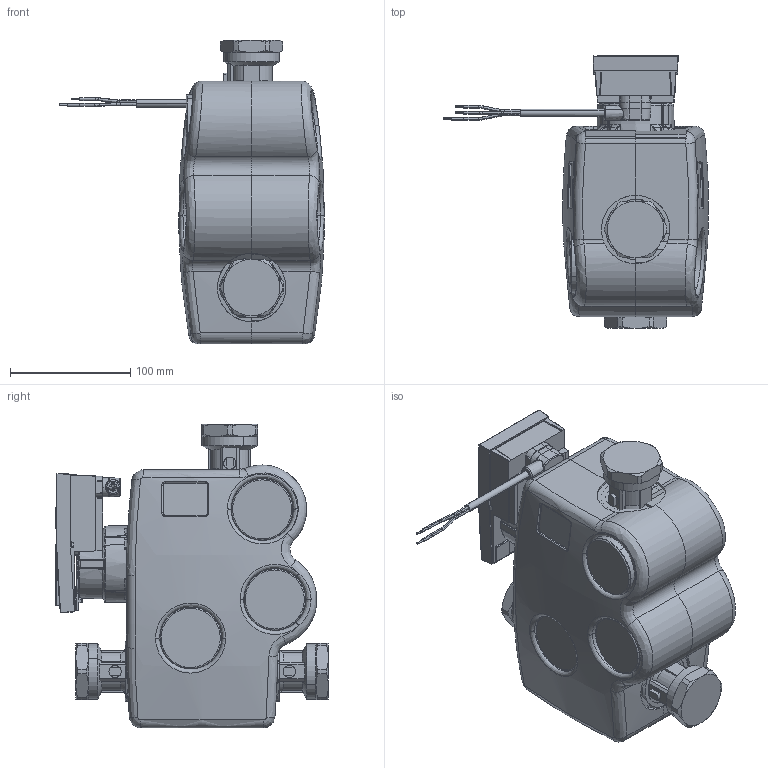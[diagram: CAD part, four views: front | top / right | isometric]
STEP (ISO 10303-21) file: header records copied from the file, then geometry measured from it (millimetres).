
FILE_DESCRIPTION(('CATIA V5 STEP Exchange','CAx-IF Rec.Pracs.--- Model Styling and Organization---1.5--- 2016-08-15','CAx-IF Rec.Pracs.---Supplemental Geometry---1.0---2011-11-01','CAx-IF Rec.Pracs.--- Composite Materials ---3.4---2017-06-13','CAx-IF Rec.Pracs.---Tessellated 3D Geometry---1.0---2015-12-17'),'2;1');
FILE_NAME('STEP_281074WYP_-_TST.stp','2024-03-29T15:19:51+00:00',('none'),('none'),'CATIA Version 5-6 Release 2020 SP5','CATIA V5 STEP AP242 v2','none');
FILE_SCHEMA(('AP242_MANAGED_MODEL_BASED_3D_ENGINEERING_MIM_LF {1 0 10303 442 1 1 4}'));
Length unit declared in the file: millimetre
Products named in the file (1): 281074WYP - TST
Bounding box: 220.69 x 227.12 x 253.12 mm (x, y, z)
Volume: 3911159.3 mm3; surface area: 337909.4 mm2
Topology: 9 solids, 11 shells, 2186 faces, 5495 edges, 3347 vertices
Faces by surface type: bspline 1182, plane 591, cylinder 241, cone 90, torus 67, sphere 11, revolution 4
Entity records: 80440 total; most frequent: CARTESIAN_POINT 42905, ORIENTED_EDGE 10832, EDGE_CURVE 5416, DIRECTION 3547, VERTEX_POINT 3347, EDGE_LOOP 2291, ADVANCED_FACE 2186, FACE_OUTER_BOUND 2186
